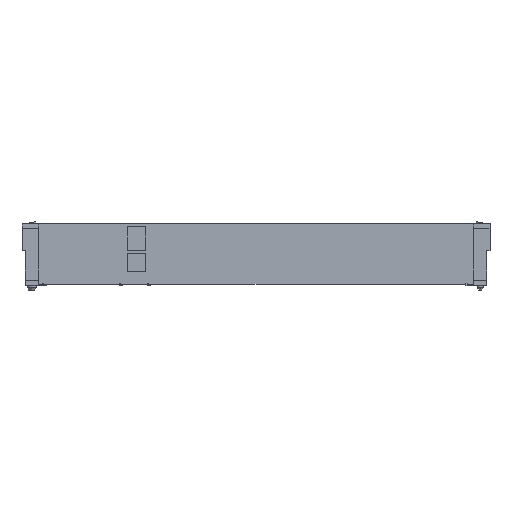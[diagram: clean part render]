
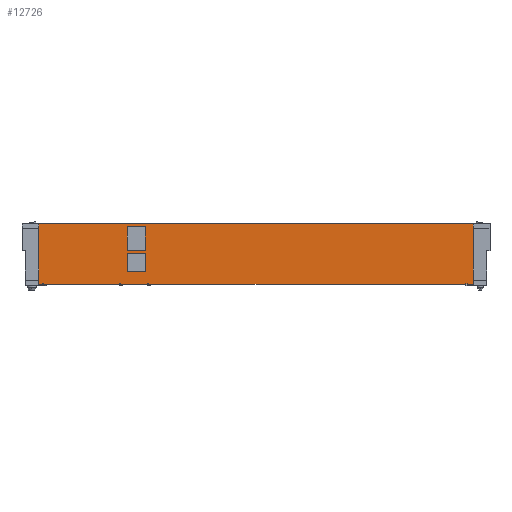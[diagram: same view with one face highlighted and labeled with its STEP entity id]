
A CAD part, front view. The second image highlights one B-rep face of the part: STEP entity #12726.
In plain terms, the highlighted planar face has unit normal (0, -1, 0).
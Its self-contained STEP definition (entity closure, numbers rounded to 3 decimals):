
#12619=CARTESIAN_POINT('',(-35.585,-3.7,9.7));
#12620=DIRECTION('',(0.0,1.0,0.0));
#12621=DIRECTION('',(-1.0,0.0,0.0));
#12622=AXIS2_PLACEMENT_3D('',#12619,#12620,#12621);
#12623=PLANE('',#12622);
#12624=CARTESIAN_POINT('',(32.35,-3.7,0.25));
#12625=VERTEX_POINT('',#12624);
#12626=CARTESIAN_POINT('',(-32.35,-3.7,0.25));
#12627=VERTEX_POINT('',#12626);
#12628=CARTESIAN_POINT('',(32.35,-3.7,0.25));
#12629=DIRECTION('',(-1.0,0.0,0.0));
#12630=VECTOR('',#12629,64.7);
#12631=LINE('',#12628,#12630);
#12632=EDGE_CURVE('',#12625,#12627,#12631,.T.);
#12633=ORIENTED_EDGE('',*,*,#12632,.F.);
#12634=CARTESIAN_POINT('',(32.35,-3.7,9.25));
#12635=VERTEX_POINT('',#12634);
#12636=CARTESIAN_POINT('',(32.35,-3.7,0.25));
#12637=DIRECTION('',(0.0,0.0,1.0));
#12638=VECTOR('',#12637,9.0);
#12639=LINE('',#12636,#12638);
#12640=EDGE_CURVE('',#12625,#12635,#12639,.T.);
#12641=ORIENTED_EDGE('',*,*,#12640,.T.);
#12642=CARTESIAN_POINT('',(-32.35,-3.7,9.25));
#12643=VERTEX_POINT('',#12642);
#12644=CARTESIAN_POINT('',(-32.35,-3.7,9.25));
#12645=DIRECTION('',(1.0,0.0,0.0));
#12646=VECTOR('',#12645,64.7);
#12647=LINE('',#12644,#12646);
#12648=EDGE_CURVE('',#12643,#12635,#12647,.T.);
#12649=ORIENTED_EDGE('',*,*,#12648,.F.);
#12650=CARTESIAN_POINT('',(-32.35,-3.7,0.25));
#12651=DIRECTION('',(0.0,0.0,1.0));
#12652=VECTOR('',#12651,9.0);
#12653=LINE('',#12650,#12652);
#12654=EDGE_CURVE('',#12627,#12643,#12653,.T.);
#12655=ORIENTED_EDGE('',*,*,#12654,.F.);
#12656=EDGE_LOOP('',(#12633,#12641,#12649,#12655));
#12657=FACE_OUTER_BOUND('',#12656,.T.);
#12658=CARTESIAN_POINT('',(-16.5,-3.7,4.85));
#12659=VERTEX_POINT('',#12658);
#12660=CARTESIAN_POINT('',(-19.2,-3.7,4.85));
#12661=VERTEX_POINT('',#12660);
#12662=CARTESIAN_POINT('',(-16.5,-3.7,4.85));
#12663=DIRECTION('',(-1.0,0.0,0.0));
#12664=VECTOR('',#12663,2.7);
#12665=LINE('',#12662,#12664);
#12666=EDGE_CURVE('',#12659,#12661,#12665,.T.);
#12667=ORIENTED_EDGE('',*,*,#12666,.F.);
#12668=CARTESIAN_POINT('',(-16.5,-3.7,2.1));
#12669=VERTEX_POINT('',#12668);
#12670=CARTESIAN_POINT('',(-16.5,-3.7,2.1));
#12671=DIRECTION('',(0.0,0.0,1.0));
#12672=VECTOR('',#12671,2.75);
#12673=LINE('',#12670,#12672);
#12674=EDGE_CURVE('',#12669,#12659,#12673,.T.);
#12675=ORIENTED_EDGE('',*,*,#12674,.F.);
#12676=CARTESIAN_POINT('',(-19.2,-3.7,2.1));
#12677=VERTEX_POINT('',#12676);
#12678=CARTESIAN_POINT('',(-19.2,-3.7,2.1));
#12679=DIRECTION('',(1.0,0.0,0.0));
#12680=VECTOR('',#12679,2.7);
#12681=LINE('',#12678,#12680);
#12682=EDGE_CURVE('',#12677,#12669,#12681,.T.);
#12683=ORIENTED_EDGE('',*,*,#12682,.F.);
#12684=CARTESIAN_POINT('',(-19.2,-3.7,4.85));
#12685=DIRECTION('',(0.0,0.0,-1.0));
#12686=VECTOR('',#12685,2.75);
#12687=LINE('',#12684,#12686);
#12688=EDGE_CURVE('',#12661,#12677,#12687,.T.);
#12689=ORIENTED_EDGE('',*,*,#12688,.F.);
#12690=EDGE_LOOP('',(#12667,#12675,#12683,#12689));
#12691=FACE_BOUND('',#12690,.T.);
#12692=CARTESIAN_POINT('',(-19.2,-3.7,5.3));
#12693=VERTEX_POINT('',#12692);
#12694=CARTESIAN_POINT('',(-16.5,-3.7,5.3));
#12695=VERTEX_POINT('',#12694);
#12696=CARTESIAN_POINT('',(-19.2,-3.7,5.3));
#12697=DIRECTION('',(1.0,0.0,0.0));
#12698=VECTOR('',#12697,2.7);
#12699=LINE('',#12696,#12698);
#12700=EDGE_CURVE('',#12693,#12695,#12699,.T.);
#12701=ORIENTED_EDGE('',*,*,#12700,.F.);
#12702=CARTESIAN_POINT('',(-19.2,-3.7,8.8));
#12703=VERTEX_POINT('',#12702);
#12704=CARTESIAN_POINT('',(-19.2,-3.7,8.8));
#12705=DIRECTION('',(0.0,0.0,-1.0));
#12706=VECTOR('',#12705,3.5);
#12707=LINE('',#12704,#12706);
#12708=EDGE_CURVE('',#12703,#12693,#12707,.T.);
#12709=ORIENTED_EDGE('',*,*,#12708,.F.);
#12710=CARTESIAN_POINT('',(-16.5,-3.7,8.8));
#12711=VERTEX_POINT('',#12710);
#12712=CARTESIAN_POINT('',(-16.5,-3.7,8.8));
#12713=DIRECTION('',(-1.0,0.0,0.0));
#12714=VECTOR('',#12713,2.7);
#12715=LINE('',#12712,#12714);
#12716=EDGE_CURVE('',#12711,#12703,#12715,.T.);
#12717=ORIENTED_EDGE('',*,*,#12716,.F.);
#12718=CARTESIAN_POINT('',(-16.5,-3.7,5.3));
#12719=DIRECTION('',(0.0,0.0,1.0));
#12720=VECTOR('',#12719,3.5);
#12721=LINE('',#12718,#12720);
#12722=EDGE_CURVE('',#12695,#12711,#12721,.T.);
#12723=ORIENTED_EDGE('',*,*,#12722,.F.);
#12724=EDGE_LOOP('',(#12701,#12709,#12717,#12723));
#12725=FACE_BOUND('',#12724,.T.);
#12726=ADVANCED_FACE('',(#12657,#12691,#12725),#12623,.F.);
